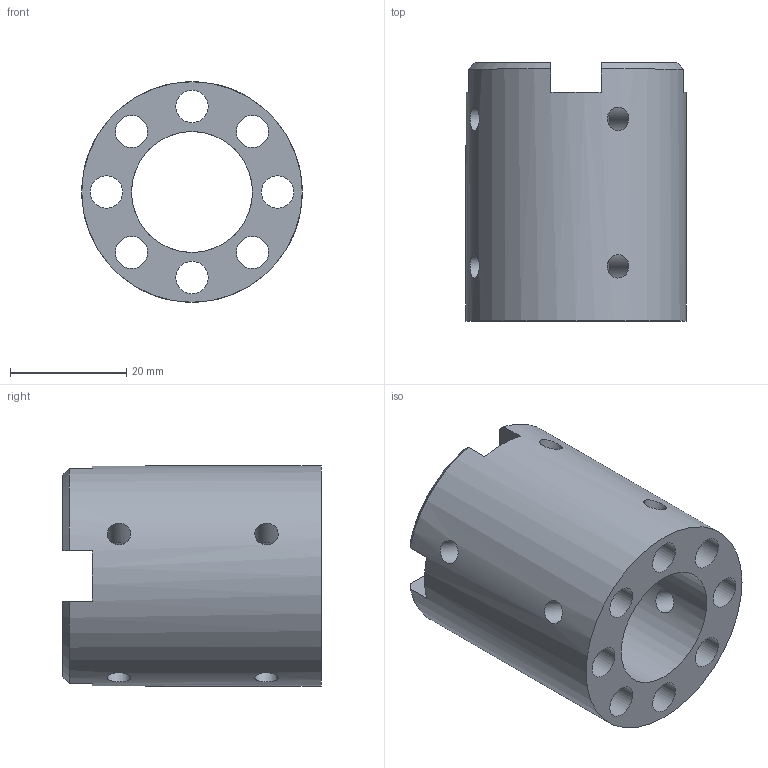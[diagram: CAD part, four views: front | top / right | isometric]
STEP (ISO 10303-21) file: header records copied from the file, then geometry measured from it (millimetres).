
FILE_DESCRIPTION(/* description */ ('Alibre Inc.'),/* implementation_level */ '2;1');
FILE_NAME(/* name */ 'export0',/* time_stamp */ '2015-05-18T20:22:56-07:00',/* author */ (''),/* organization */ (''),/* preprocessor_version */ 'ST-DEVELOPER v14',/* originating_system */ 'Alibre',/* authorisation */ '');
FILE_SCHEMA (('CONFIG_CONTROL_DESIGN'));
Length unit declared in the file: centimetre
Products named in the file (1): ID_1
Bounding box: 37.97 x 44.45 x 37.97 mm (x, y, z)
Volume: 24590.5 mm3; surface area: 15883.6 mm2
Topology: 1 solids, 1 shells, 39 faces, 114 edges, 76 vertices
Faces by surface type: cylinder 18, plane 17, cone 4
Full cylindrical faces by diameter (mm): 4.039 x8, 5.563 x8, 20.828 x1, 37.973 x1
Entity records: 1690 total; most frequent: CARTESIAN_POINT 722, ORIENTED_EDGE 188, DIRECTION 124, EDGE_CURVE 94, EDGE_LOOP 90, FACE_BOUND 90, VERTEX_POINT 74, AXIS2_PLACEMENT_3D 52
